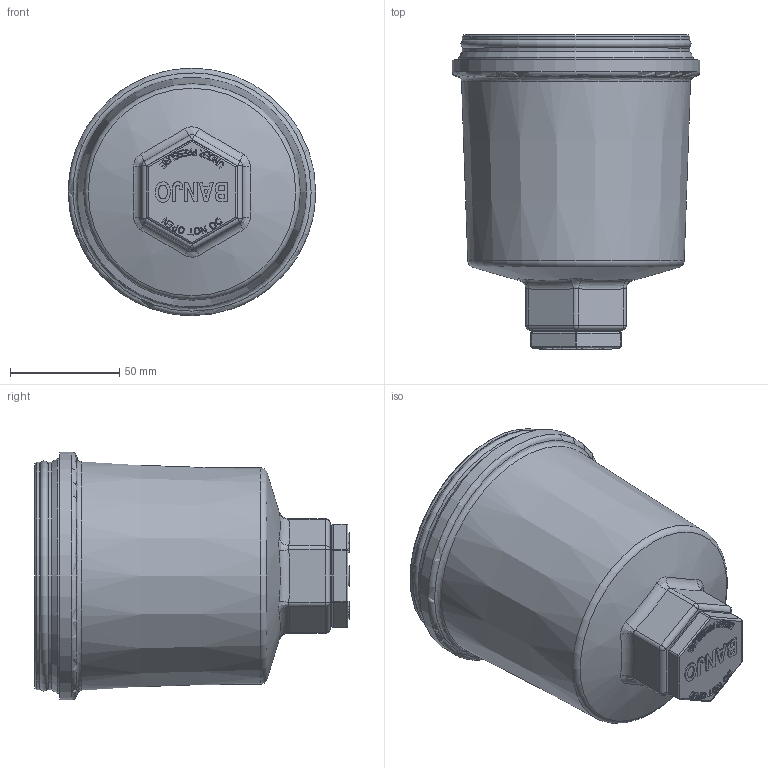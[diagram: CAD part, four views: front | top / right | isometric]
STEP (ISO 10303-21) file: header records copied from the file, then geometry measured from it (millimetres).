
FILE_DESCRIPTION(/* description */ ('MLS220 Cap Assembly'),/* implementation_level */ '2;1');
FILE_NAME(/* name */ 'MLS220C1.stp',/* time_stamp */ '2018-08-14T16:38:52-04:00',/* author */ ('MEG'),/* organization */ (''),/* preprocessor_version */ 'ST-DEVELOPER v17',/* originating_system */ 'Autodesk Inventor 2018',/* authorisation */ '');
FILE_SCHEMA (('AUTOMOTIVE_DESIGN { 1 0 10303 214 3 1 1 }'));
Length unit declared in the file: inch
Products named in the file (5): MLS220C1; MLS220C1X; LSQ200-PL; LSQ200-R; MLS220G1
Assembly tree (4 placements, depth 2):
  MLS220C1
    MLS220C1X
    LSQ200-PL
    LSQ200-R
    MLS220G1
Bounding box: 113.03 x 143.51 x 113.03 mm (x, y, z)
Volume: 332972.9 mm3; surface area: 98536.7 mm2
Topology: 4 solids, 4 shells, 570 faces, 1491 edges, 977 vertices
Faces by surface type: plane 281, bspline 192, cylinder 49, sphere 20, cone 14, torus 14
Full cylindrical faces by diameter (mm): 19.05 x1, 25.4 x1, 29.867 x9, 33.401 x1, 89.662 x1, 99.187 x1, 104.14 x2, 107.073 x1, 113.03 x1
Entity records: 22459 total; most frequent: CARTESIAN_POINT 9489, ORIENTED_EDGE 2982, DIRECTION 2008, EDGE_CURVE 1491, VERTEX_POINT 977, LINE 904, VECTOR 904, EDGE_LOOP 624
